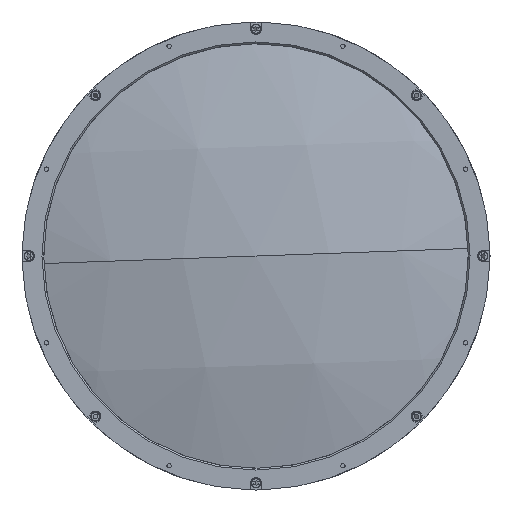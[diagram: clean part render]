
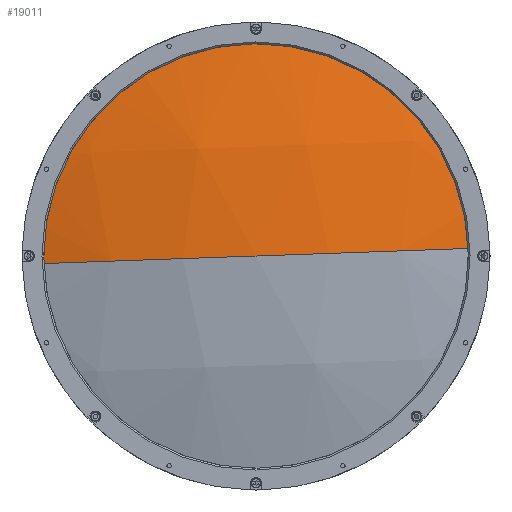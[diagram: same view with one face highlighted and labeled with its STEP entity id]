
A CAD part, left-side view. The second image highlights one B-rep face of the part: STEP entity #19011.
In plain terms, the highlighted spherical face has radius 448.8 mm.
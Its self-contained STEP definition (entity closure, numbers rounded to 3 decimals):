
#429 = AXIS2_PLACEMENT_3D ( 'NONE', #12658, #3575, #14206 ) ;
#747 = DIRECTION ( 'NONE',  ( 0., -0.999, 0.035 ) ) ;
#1085 = AXIS2_PLACEMENT_3D ( 'NONE', #2024, #12625, #3546 ) ;
#1434 = CARTESIAN_POINT ( 'NONE',  ( 14.72, -124.922, 4.429 ) ) ;
#2024 = CARTESIAN_POINT ( 'NONE',  ( 445.761, 0., 0. ) ) ;
#2140 = DIRECTION ( 'NONE',  ( 0., 0.035, 0.999 ) ) ;
#2441 = EDGE_CURVE ( 'NONE', #4198, #12459, #8480, .T. ) ;
#2707 = ORIENTED_EDGE ( 'NONE', *, *, #2441, .F. ) ;
#3546 = DIRECTION ( 'NONE',  ( 0., 0.999, -0.035 ) ) ;
#3575 = DIRECTION ( 'NONE',  ( 0., 0.035, 0.999 ) ) ;
#4198 = VERTEX_POINT ( 'NONE', #1434 ) ;
#4455 = SPHERICAL_SURFACE ( 'NONE', #9593, 448.8 ) ;
#4840 = CARTESIAN_POINT ( 'NONE',  ( 14.72, 124.922, -4.429 ) ) ;
#5238 = CIRCLE ( 'NONE', #429, 448.8 ) ;
#5263 = CARTESIAN_POINT ( 'NONE',  ( 14.72, 0., 0. ) ) ;
#6787 = DIRECTION ( 'NONE',  ( 0., 0.035, 0.999 ) ) ;
#6813 = CARTESIAN_POINT ( 'NONE',  ( 445.761, 0., 0. ) ) ;
#7183 = EDGE_LOOP ( 'NONE', ( #11347, #14808, #2707 ) ) ;
#8480 = CIRCLE ( 'NONE', #1085, 448.8 ) ;
#8488 = FACE_OUTER_BOUND ( 'NONE', #7183, .T. ) ;
#8589 = CIRCLE ( 'NONE', #8892, 125. ) ;
#8892 = AXIS2_PLACEMENT_3D ( 'NONE', #5263, #15842, #6787 ) ;
#9593 = AXIS2_PLACEMENT_3D ( 'NONE', #6813, #2140, #747 ) ;
#11347 = ORIENTED_EDGE ( 'NONE', *, *, #13288, .T. ) ;
#11497 = CARTESIAN_POINT ( 'NONE',  ( -3.039, 0., 0. ) ) ;
#12459 = VERTEX_POINT ( 'NONE', #11497 ) ;
#12625 = DIRECTION ( 'NONE',  ( 0., -0.035, -0.999 ) ) ;
#12658 = CARTESIAN_POINT ( 'NONE',  ( 445.761, 0., 0. ) ) ;
#13288 = EDGE_CURVE ( 'NONE', #4198, #16274, #8589, .T. ) ;
#14206 = DIRECTION ( 'NONE',  ( 0., -0.999, 0.035 ) ) ;
#14808 = ORIENTED_EDGE ( 'NONE', *, *, #15886, .T. ) ;
#15842 = DIRECTION ( 'NONE',  ( -1., 0., 0. ) ) ;
#15886 = EDGE_CURVE ( 'NONE', #16274, #12459, #5238, .T. ) ;
#16274 = VERTEX_POINT ( 'NONE', #4840 ) ;
#19011 = ADVANCED_FACE ( 'NONE', ( #8488 ), #4455, .T. ) ;
